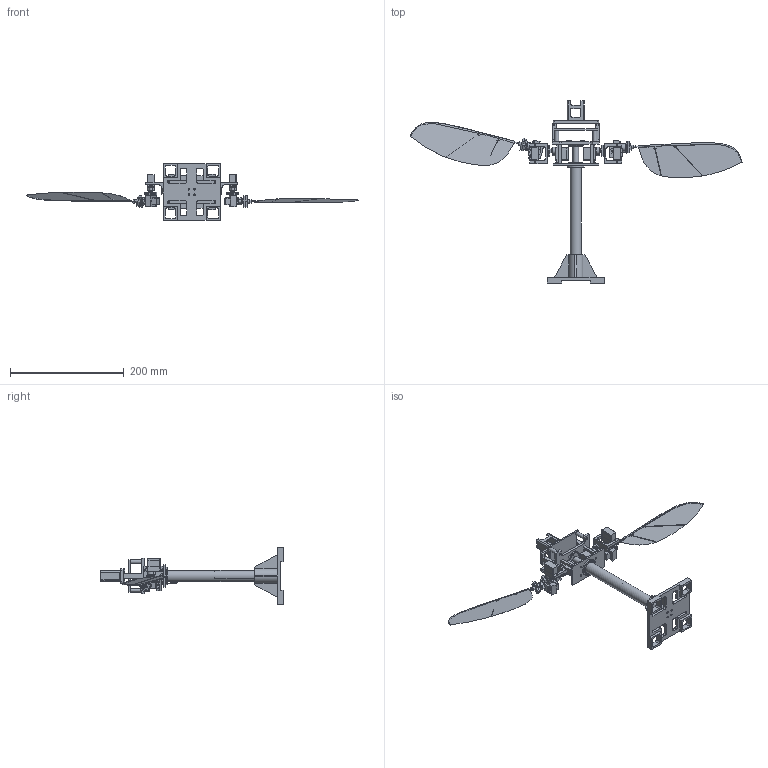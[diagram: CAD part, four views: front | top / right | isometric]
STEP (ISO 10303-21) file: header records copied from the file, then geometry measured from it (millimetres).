
FILE_DESCRIPTION (( 'STEP AP214' ), '1' );
FILE_NAME ('三舵机测试平台mk3.STEP', '2022-12-05T02:37:11', ( '' ), ( '' ), 'SwSTEP 2.0', 'SolidWorks 2020', '' );
FILE_SCHEMA (( 'AUTOMOTIVE_DESIGN' ));
Length unit declared in the file: millimetre
Products named in the file (16): ____-0^3电机测试平台(2)_3电机测试平台; ____-3^3电机测试平台(2)_3电机测试平台; ______-1^3电机测试平台(2)_3电机测试平台; __________^3电机测试平台(2)_3电机测试平台; ________^3电机测试平台(2)_3电机测试平台; 三舵机测试平台mk3; 3________^3电机测试平台(2)_3电机测试平台; ______^3电机测试平台(2)_3电机测试平台; __^3电机测试平台(2)_3电机测试平台; ______________^3电机测试平台(2)_3电机测试平台; 6704zz.STEP; 3______________^3电机测试平台(2)_3电机测试平台; DMC810.stp^3电机测试平台(2)_3电机测试平台; 11____^3电机测试平台(2)_3电机测试平台; ____^3电机测试平台(2)_3电机测试平台; ______-2^3电机测试平台(2)_3电机测试平台
Assembly tree (34 placements, depth 2):
  三舵机测试平台mk3
    DMC810.stp^3电机测试平台(2)_3电机测试平台  x6
    ________^3电机测试平台(2)_3电机测试平台  x2
    __________^3电机测试平台(2)_3电机测试平台
    ____^3电机测试平台(2)_3电机测试平台
    ____-0^3电机测试平台(2)_3电机测试平台
    ______________^3电机测试平台(2)_3电机测试平台
    11____^3电机测试平台(2)_3电机测试平台
    ______^3电机测试平台(2)_3电机测试平台
    ______-1^3电机测试平台(2)_3电机测试平台
    __^3电机测试平台(2)_3电机测试平台
    3________^3电机测试平台(2)_3电机测试平台  x2
    3______________^3电机测试平台(2)_3电机测试平台  x2
    ______-2^3电机测试平台(2)_3电机测试平台  x6
    ____-3^3电机测试平台(2)_3电机测试平台  x6
    6704zz.STEP  x2
Bounding box: 583.75 x 320.5 x 100 mm (x, y, z)
Volume: 227018.1 mm3; surface area: 178191.2 mm2
Topology: 38 solids, 39 shells, 2142 faces, 5371 edges, 3354 vertices
Faces by surface type: plane 1185, cylinder 691, torus 150, bspline 88, cone 16, sphere 12
Full cylindrical faces by diameter (mm): 2 x28, 2.5 x50, 3 x22, 5 x16, 6 x2, 6.5 x1, 7 x12, 7.5 x2, 10 x1, 16 x1, 17 x1, 19.7 x2, 21.5 x1, 23.6 x1, 25 x2, 27.6 x2, 30 x1
Entity records: 27598 total; most frequent: CARTESIAN_POINT 6473, DIRECTION 4282, ORIENTED_EDGE 4034, EDGE_CURVE 2017, AXIS2_PLACEMENT_3D 1493, VERTEX_POINT 1360, LINE 1296, VECTOR 1296
